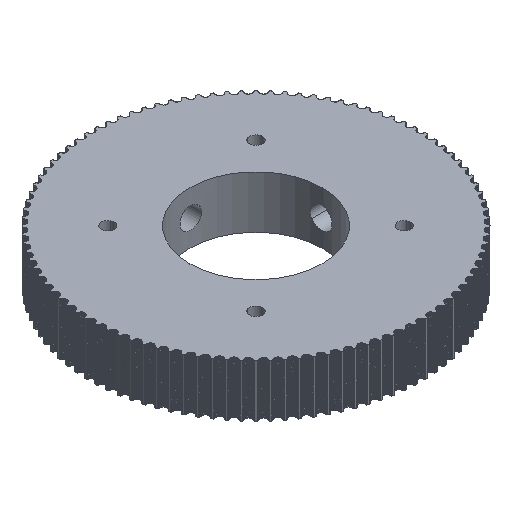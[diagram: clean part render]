
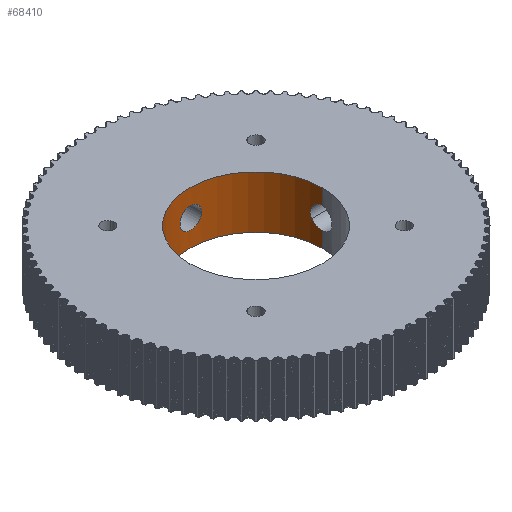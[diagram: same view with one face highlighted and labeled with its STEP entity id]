
A CAD part, isometric view. The second image highlights one B-rep face of the part: STEP entity #68410.
In plain terms, the highlighted cylindrical face has radius 12.6 mm (diameter 25.2 mm), a partial arc.
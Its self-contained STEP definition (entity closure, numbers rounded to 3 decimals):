
#65615=CARTESIAN_POINT('Vertex',(-1.814,12.469,12.009)) ;
#65630=CARTESIAN_POINT('Vertex',(1.814,12.469,13.991)) ;
#65634=CARTESIAN_POINT('Control Point',(1.814,12.469,13.991)) ;
#65635=CARTESIAN_POINT('Control Point',(1.56,12.506,14.455)) ;
#65636=CARTESIAN_POINT('Control Point',(1.159,12.557,14.837)) ;
#65637=CARTESIAN_POINT('Control Point',(0.644,12.603,15.076)) ;
#65638=CARTESIAN_POINT('Control Point',(-0.189,12.614,15.16)) ;
#65639=CARTESIAN_POINT('Control Point',(-0.939,12.569,14.87)) ;
#65640=CARTESIAN_POINT('Control Point',(-1.172,12.548,14.734)) ;
#65641=CARTESIAN_POINT('Control Point',(-1.771,12.483,14.238)) ;
#65642=CARTESIAN_POINT('Control Point',(-2.103,12.424,13.505)) ;
#65643=CARTESIAN_POINT('Control Point',(-2.163,12.412,12.968)) ;
#65644=CARTESIAN_POINT('Control Point',(-2.056,12.434,12.451)) ;
#65645=CARTESIAN_POINT('Control Point',(-1.814,12.469,12.009)) ;
#65735=CARTESIAN_POINT('Vertex',(12.469,1.814,12.009)) ;
#65759=CARTESIAN_POINT('Vertex',(12.6,0.,15.067)) ;
#65763=CARTESIAN_POINT('Control Point',(12.6,0.,15.067)) ;
#65764=CARTESIAN_POINT('Control Point',(12.6,0.857,15.067)) ;
#65765=CARTESIAN_POINT('Control Point',(12.525,1.715,14.625)) ;
#65766=CARTESIAN_POINT('Control Point',(12.381,2.25,13.731)) ;
#65767=CARTESIAN_POINT('Control Point',(12.409,2.224,12.76)) ;
#65768=CARTESIAN_POINT('Control Point',(12.469,1.814,12.009)) ;
#68169=CARTESIAN_POINT('Control Point',(-1.814,12.469,12.009)) ;
#68170=CARTESIAN_POINT('Control Point',(-1.56,12.506,11.545)) ;
#68171=CARTESIAN_POINT('Control Point',(-1.159,12.557,11.163)) ;
#68172=CARTESIAN_POINT('Control Point',(-0.644,12.603,10.924)) ;
#68173=CARTESIAN_POINT('Control Point',(0.189,12.614,10.84)) ;
#68174=CARTESIAN_POINT('Control Point',(0.939,12.569,11.13)) ;
#68175=CARTESIAN_POINT('Control Point',(1.172,12.548,11.266)) ;
#68176=CARTESIAN_POINT('Control Point',(1.771,12.483,11.762)) ;
#68177=CARTESIAN_POINT('Control Point',(2.103,12.424,12.495)) ;
#68178=CARTESIAN_POINT('Control Point',(2.163,12.412,13.032)) ;
#68179=CARTESIAN_POINT('Control Point',(2.056,12.434,13.549)) ;
#68180=CARTESIAN_POINT('Control Point',(1.814,12.469,13.991)) ;
#68254=CARTESIAN_POINT('Control Point',(12.469,1.814,12.009)) ;
#68255=CARTESIAN_POINT('Control Point',(12.507,1.549,11.524)) ;
#68256=CARTESIAN_POINT('Control Point',(12.566,1.11,11.133)) ;
#68257=CARTESIAN_POINT('Control Point',(12.6,0.554,10.933)) ;
#68258=CARTESIAN_POINT('Control Point',(12.6,0.,10.933)) ;
#68259=CARTESIAN_POINT('Vertex',(12.6,0.,10.933)) ;
#68343=CARTESIAN_POINT('Vertex',(-12.6,0.,18.)) ;
#68345=CARTESIAN_POINT('Vertex',(12.6,0.,18.)) ;
#68348=CARTESIAN_POINT('Line Origine',(12.6,0.,-1.)) ;
#68353=CARTESIAN_POINT('Line Origine',(12.6,0.,-1.)) ;
#68357=CARTESIAN_POINT('Vertex',(12.6,0.,8.)) ;
#68364=CARTESIAN_POINT('Vertex',(-12.6,0.,8.)) ;
#68367=CARTESIAN_POINT('Line Origine',(-12.6,0.,-1.)) ;
#68382=CARTESIAN_POINT('Axis2P3D Location',(0.,0.,-1.)) ;
#68387=CARTESIAN_POINT('Axis2P3D Location',(0.,0.,18.)) ;
#68392=CARTESIAN_POINT('Axis2P3D Location',(0.,0.,8.)) ;
#68349=DIRECTION('Vector Direction',(0.,0.,-1.)) ;
#68354=DIRECTION('Vector Direction',(0.,0.,-1.)) ;
#68368=DIRECTION('Vector Direction',(0.,0.,-1.)) ;
#68383=DIRECTION('Axis2P3D Direction',(0.,0.,-1.)) ;
#68384=DIRECTION('Axis2P3D XDirection',(-1.,0.,0.)) ;
#68388=DIRECTION('Axis2P3D Direction',(0.,0.,-1.)) ;
#68393=DIRECTION('Axis2P3D Direction',(0.,0.,-1.)) ;
#68385=AXIS2_PLACEMENT_3D('Cylinder Axis2P3D',#68382,#68383,#68384) ;
#68389=AXIS2_PLACEMENT_3D('Circle Axis2P3D',#68387,#68388,$) ;
#68394=AXIS2_PLACEMENT_3D('Circle Axis2P3D',#68392,#68393,$) ;
#68398=ORIENTED_EDGE('',*,*,#68391,.T.) ;
#68399=ORIENTED_EDGE('',*,*,#68371,.T.) ;
#68400=ORIENTED_EDGE('',*,*,#68396,.F.) ;
#68401=ORIENTED_EDGE('',*,*,#68359,.T.) ;
#68402=ORIENTED_EDGE('',*,*,#68261,.F.) ;
#68403=ORIENTED_EDGE('',*,*,#65769,.F.) ;
#68404=ORIENTED_EDGE('',*,*,#68352,.T.) ;
#68407=ORIENTED_EDGE('',*,*,#65646,.F.) ;
#68408=ORIENTED_EDGE('',*,*,#68181,.F.) ;
#68409=FACE_BOUND('',#68406,.T.) ;
#68350=VECTOR('Line Direction',#68349,1.) ;
#68355=VECTOR('Line Direction',#68354,1.) ;
#68369=VECTOR('Line Direction',#68368,1.) ;
#68410=ADVANCED_FACE('MANIFOLD_SOLID_BREP #15',(#68405,#68409),#68386,.F.) ;
#65633=B_SPLINE_CURVE_WITH_KNOTS('',5,(#65634,#65635,#65636,#65637,#65638,#65639,#65640,#65641,#65642,#65643,#65644,#65645),.UNSPECIFIED.,.F.,.U.,(6,3,3,6),(0.,3.747,5.627,9.199),.UNSPECIFIED.) ;
#65762=B_SPLINE_CURVE_WITH_KNOTS('',5,(#65763,#65764,#65765,#65766,#65767,#65768),.UNSPECIFIED.,.F.,.U.,(6,6),(3.136,9.199),.UNSPECIFIED.) ;
#68168=B_SPLINE_CURVE_WITH_KNOTS('',5,(#68169,#68170,#68171,#68172,#68173,#68174,#68175,#68176,#68177,#68178,#68179,#68180),.UNSPECIFIED.,.F.,.U.,(6,3,3,6),(0.,3.747,5.627,9.199),.UNSPECIFIED.) ;
#68253=B_SPLINE_CURVE_WITH_KNOTS('',4,(#68254,#68255,#68256,#68257,#68258),.UNSPECIFIED.,.F.,.U.,(5,5),(0.,3.136),.UNSPECIFIED.) ;
#68390=CIRCLE('generated circle',#68389,12.6) ;
#68395=CIRCLE('generated circle',#68394,12.6) ;
#68386=CYLINDRICAL_SURFACE('generated cylinder',#68385,12.6) ;
#65646=EDGE_CURVE('',#65631,#65616,#65633,.T.) ;
#65769=EDGE_CURVE('',#65760,#65736,#65762,.T.) ;
#68181=EDGE_CURVE('',#65616,#65631,#68168,.T.) ;
#68261=EDGE_CURVE('',#65736,#68260,#68253,.T.) ;
#68352=EDGE_CURVE('',#65760,#68346,#68351,.F.) ;
#68359=EDGE_CURVE('',#68358,#68260,#68356,.F.) ;
#68371=EDGE_CURVE('',#68344,#68365,#68370,.T.) ;
#68391=EDGE_CURVE('',#68346,#68344,#68390,.F.) ;
#68396=EDGE_CURVE('',#68358,#68365,#68395,.F.) ;
#68397=EDGE_LOOP('',(#68398,#68399,#68400,#68401,#68402,#68403,#68404)) ;
#68406=EDGE_LOOP('',(#68407,#68408)) ;
#68405=FACE_OUTER_BOUND('',#68397,.T.) ;
#68351=LINE('Line',#68348,#68350) ;
#68356=LINE('Line',#68353,#68355) ;
#68370=LINE('Line',#68367,#68369) ;
#65616=VERTEX_POINT('',#65615) ;
#65631=VERTEX_POINT('',#65630) ;
#65736=VERTEX_POINT('',#65735) ;
#65760=VERTEX_POINT('',#65759) ;
#68260=VERTEX_POINT('',#68259) ;
#68344=VERTEX_POINT('',#68343) ;
#68346=VERTEX_POINT('',#68345) ;
#68358=VERTEX_POINT('',#68357) ;
#68365=VERTEX_POINT('',#68364) ;
